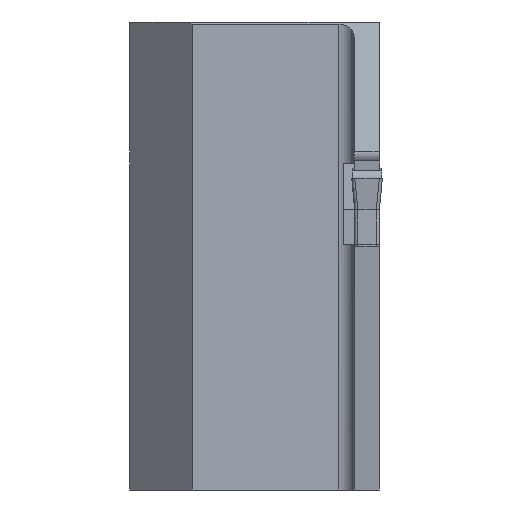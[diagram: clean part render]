
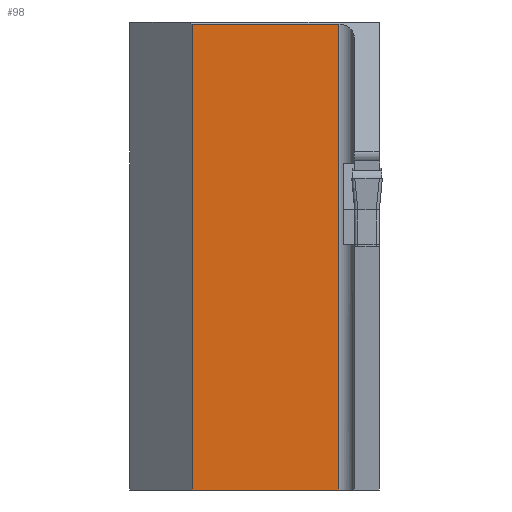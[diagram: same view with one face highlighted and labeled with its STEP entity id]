
A CAD part, left-side view. The second image highlights one B-rep face of the part: STEP entity #98.
In plain terms, the highlighted planar face has unit normal (-1, 0, 0).
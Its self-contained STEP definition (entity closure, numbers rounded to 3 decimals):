
#98=ADVANCED_FACE('',(#221),#166,.T.);
#166=PLANE('',#1311);
#221=FACE_OUTER_BOUND('',#289,.T.);
#289=EDGE_LOOP('',(#402,#403,#404,#405));
#402=ORIENTED_EDGE('',*,*,#872,.T.);
#403=ORIENTED_EDGE('',*,*,#873,.T.);
#404=ORIENTED_EDGE('',*,*,#869,.T.);
#405=ORIENTED_EDGE('',*,*,#874,.T.);
#748=VERTEX_POINT('',#1829);
#749=VERTEX_POINT('',#1831);
#750=VERTEX_POINT('',#1836);
#751=VERTEX_POINT('',#1837);
#869=EDGE_CURVE('',#749,#748,#1044,.T.);
#872=EDGE_CURVE('',#750,#751,#1047,.T.);
#873=EDGE_CURVE('',#751,#749,#1048,.T.);
#874=EDGE_CURVE('',#748,#750,#1049,.T.);
#1044=LINE('',#1830,#1190);
#1047=LINE('',#1835,#1193);
#1048=LINE('',#1838,#1194);
#1049=LINE('',#1839,#1195);
#1190=VECTOR('',#1459,1.);
#1193=VECTOR('',#1464,1.);
#1194=VECTOR('',#1465,1.);
#1195=VECTOR('',#1466,1.);
#1311=AXIS2_PLACEMENT_3D('',#1840,#1467,#1468);
#1459=DIRECTION('',(0.,-1.,0.));
#1464=DIRECTION('',(0.,1.,0.));
#1465=DIRECTION('',(0.,0.,-1.));
#1466=DIRECTION('',(0.,0.,1.));
#1467=DIRECTION('',(-1.,0.,0.));
#1468=DIRECTION('',(0.,0.,1.));
#1829=CARTESIAN_POINT('',(16.,-13.398,-20.));
#1830=CARTESIAN_POINT('',(16.,15.582,-20.));
#1831=CARTESIAN_POINT('',(16.,-4.,-20.));
#1835=CARTESIAN_POINT('',(16.,-1.018,9.869));
#1836=CARTESIAN_POINT('',(16.,-13.398,9.869));
#1837=CARTESIAN_POINT('',(16.,-4.,9.869));
#1838=CARTESIAN_POINT('',(16.,-4.,-30.));
#1839=CARTESIAN_POINT('',(16.,-13.398,10.));
#1840=CARTESIAN_POINT('',(16.,15.582,10.));
